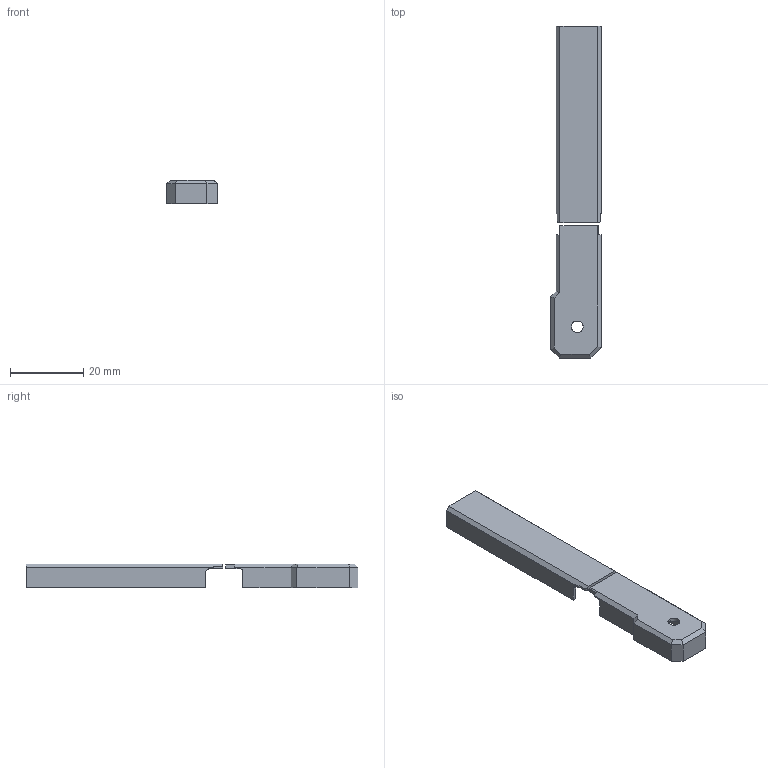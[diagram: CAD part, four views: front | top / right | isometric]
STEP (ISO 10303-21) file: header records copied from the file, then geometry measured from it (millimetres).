
FILE_DESCRIPTION(/* description */ (''),/* implementation_level */ '2;1');
FILE_SCHEMA (('AUTOMOTIVE_DESIGN { 1 0 10303 214 3 1 1 }'));
Length unit declared in the file: millimetre
Products named in the file (1): mini camera covers v1
Bounding box: 13.75 x 90.46 x 6.5 mm (x, y, z)
Volume: 2088.5 mm3; surface area: 4748.9 mm2
Topology: 2 solids, 2 shells, 101 faces, 264 edges, 174 vertices
Faces by surface type: plane 81, cylinder 14, torus 4, bspline 2
Full cylindrical faces by diameter (mm): 1.523 x1
Entity records: 3115 total; most frequent: CARTESIAN_POINT 589, ORIENTED_EDGE 516, DIRECTION 501, EDGE_CURVE 258, LINE 211, VECTOR 211, VERTEX_POINT 173, AXIS2_PLACEMENT_3D 145
